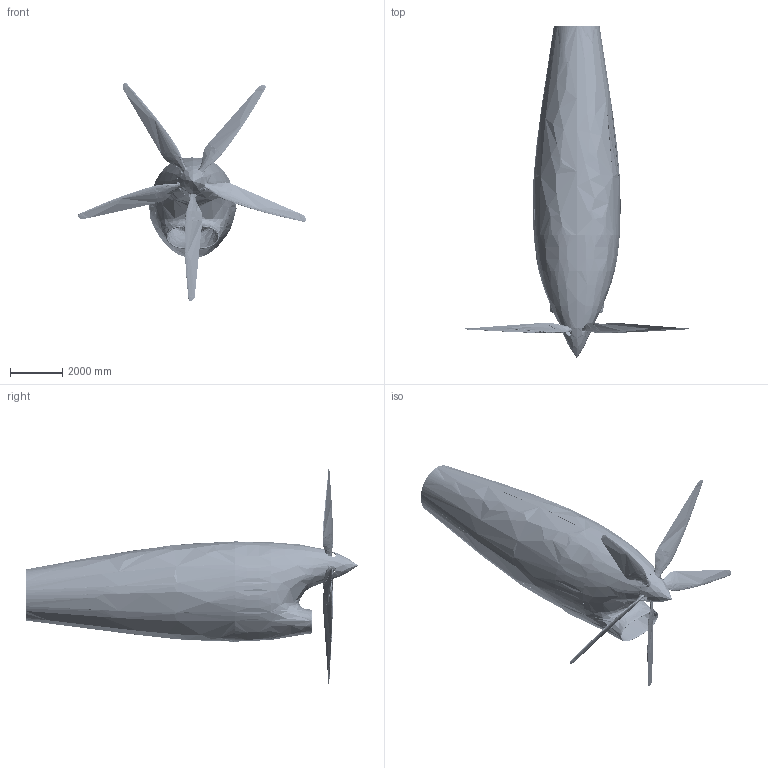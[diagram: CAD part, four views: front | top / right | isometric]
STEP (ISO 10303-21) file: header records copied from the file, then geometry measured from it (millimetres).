
FILE_DESCRIPTION(('FreeCAD Model'),'2;1');
FILE_NAME('Open CASCADE Shape Model','2025-04-27T05:32:37',('FreeCAD'),( 'FreeCAD'),'Open CASCADE STEP processor 7.6','FreeCAD','Unknown');
FILE_SCHEMA(('AUTOMOTIVE_DESIGN { 1 0 10303 214 1 1 1 1 }'));
Products named in the file (1): Open CASCADE STEP translator 7.6 1
Bounding box: 8759.74 x 12743.92 x 8388.11 mm (x, y, z)
Surface area: 520878100.5 mm2 (no closed solid volume)
Topology: 0 solids, 6438 shells, 6438 faces, 27984 edges, 27941 vertices
Faces by surface type: bspline 6438
Entity records: 689960 total; most frequent: CARTESIAN_POINT 543719, ORIENTED_EDGE 27942, EDGE_CURVE 27942, VERTEX_POINT 27941, B_SPLINE_CURVE_WITH_KNOTS 24576, FACE_BOUND 6627, EDGE_LOOP 6627, SHELL_BASED_SURFACE_MODEL 6438
